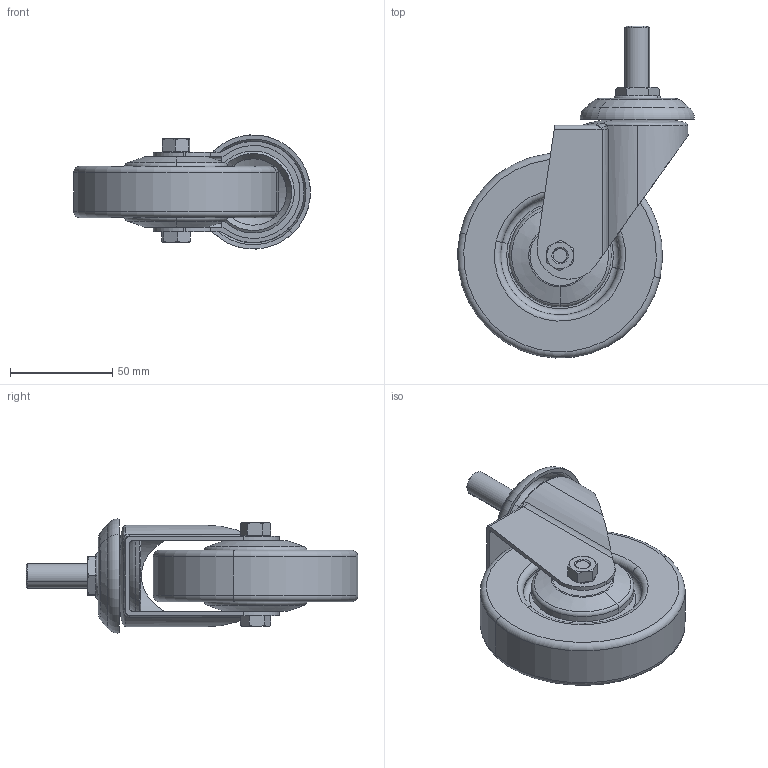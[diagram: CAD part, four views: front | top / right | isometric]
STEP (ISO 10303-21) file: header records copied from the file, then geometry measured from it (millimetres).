
FILE_DESCRIPTION (( 'STEP AP214' ), '1' );
FILE_NAME ('A317 Êîëåñî áåç òîðìîçà O100 Ì12õ30.STEP', '2019-05-24T11:16:30', ( 'Ïîëüçîâàòåëü Windows' ), ( '' ), 'SwSTEP 2.0', 'SolidWorks 2018', '' );
FILE_SCHEMA (( 'AUTOMOTIVE_DESIGN' ));
Length unit declared in the file: millimetre
Products named in the file (9): 昢膼瘔膻嬅00; hex bolt gradeb_din_DIN EN 24015 - M8 x 45 x 22-N; 鍔錓_00; Êðûøêà_00; 扻錼勷_00; 瓔螵00; A317 Êîëåñî áåç òîðìîçà O100 Ì12õ30; ﾇ瓊頸濱00; hex nut style 1 gradeab_din_Hexagon Nut ISO 4032 - M8 - W - N
Assembly tree (9 placements, depth 2):
  A317 Êîëåñî áåç òîðìîçà O100 Ì12õ30
    昢膼瘔膻嬅00
    鍔錓_00
    瓔螵00
    ﾇ瓊頸濱00  x2
    扻錼勷_00
    Êðûøêà_00
    hex bolt gradeb_din_DIN EN 24015 - M8 x 45 x 22-N
    hex nut style 1 gradeab_din_Hexagon Nut ISO 4032 - M8 - W - N
Bounding box: 115.47 x 161.94 x 55.67 mm (x, y, z)
Volume: 207097.4 mm3; surface area: 70241.3 mm2
Topology: 9 solids, 9 shells, 250 faces, 602 edges, 353 vertices
Faces by surface type: plane 83, cylinder 60, cone 60, torus 40, bspline 7
Entity records: 8079 total; most frequent: CARTESIAN_POINT 2204, DIRECTION 1154, ORIENTED_EDGE 1136, EDGE_CURVE 568, AXIS2_PLACEMENT_3D 483, VERTEX_POINT 333, EDGE_LOOP 255, CIRCLE 245
